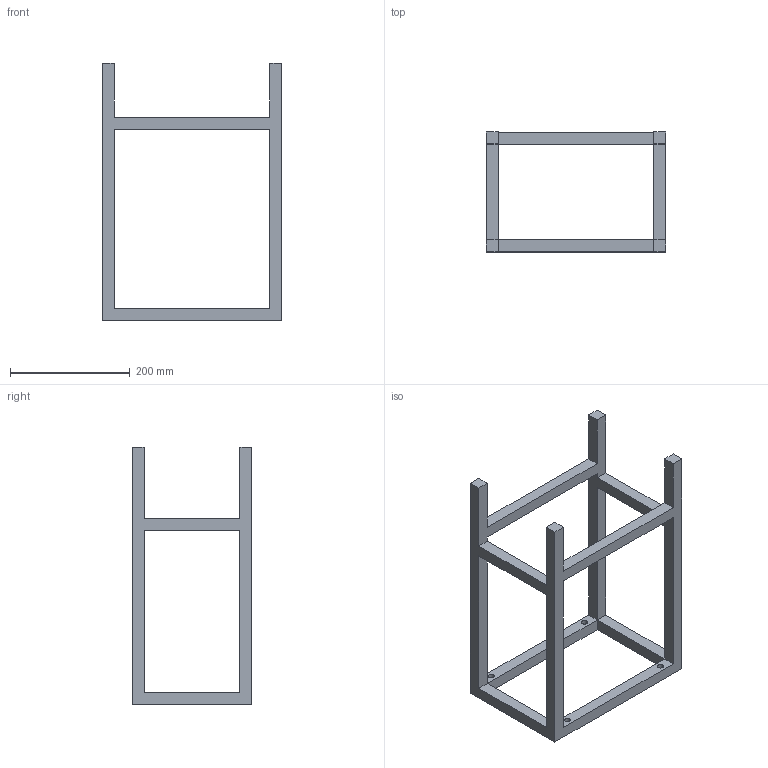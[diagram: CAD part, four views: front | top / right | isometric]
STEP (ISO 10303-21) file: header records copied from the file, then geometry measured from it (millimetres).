
FILE_DESCRIPTION (( 'STEP AP214' ), '1' );
FILE_NAME ('沺褒殤.STEP', '2025-01-17T13:00:18', ( '' ), ( '' ), 'SwSTEP 2.0', 'SolidWorks 2024', '' );
FILE_SCHEMA (( 'AUTOMOTIVE_DESIGN' ));
Length unit declared in the file: millimetre
Products named in the file (1): 铁角架
Bounding box: 300 x 200 x 430 mm (x, y, z)
Volume: 1353716.8 mm3; surface area: 270685 mm2
Topology: 1 solids, 1 shells, 45 faces, 132 edges, 84 vertices
Faces by surface type: plane 37, cylinder 8
Entity records: 1525 total; most frequent: ORIENTED_EDGE 264, CARTESIAN_POINT 262, DIRECTION 240, EDGE_CURVE 132, LINE 116, VECTOR 116, VERTEX_POINT 84, AXIS2_PLACEMENT_3D 62
